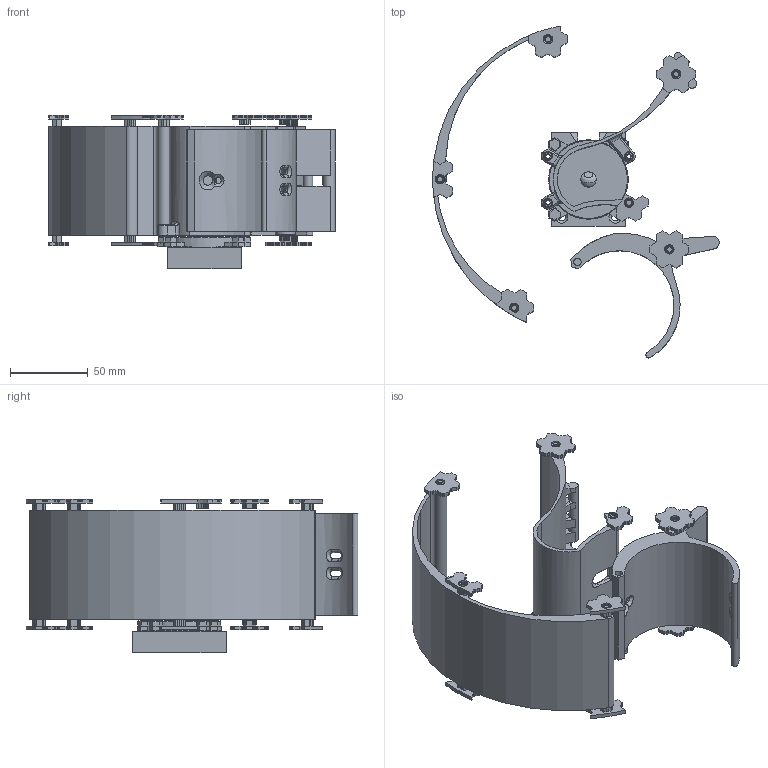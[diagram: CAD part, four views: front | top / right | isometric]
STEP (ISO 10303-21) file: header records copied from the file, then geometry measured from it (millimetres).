
FILE_DESCRIPTION(/* description */ (''),/* implementation_level */ '2;1');
FILE_NAME(/* name */ 'PROJECT BALLDOGO FINAL v1.step',/* time_stamp */ '2020-07-26T10:00:50+02:00',/* author */ (''),/* organization */ (''),/* preprocessor_version */ 'ST-DEVELOPER v18.1',/* originating_system */ 'Autodesk Translation Framework v9.3.0.1241',/* authorisation */ '');
FILE_SCHEMA (('AUTOMOTIVE_DESIGN { 1 0 10303 214 3 1 1 }'));
Length unit declared in the file: millimetre
Products named in the file (8): PROJECT BALLDOGO FINAL; Selector; Selector Axis; WALL MOUNT MALE; WALL MOUNT FEMALE; PADS; INNER WALL; OUTER WALL
Assembly tree (7 placements, depth 2):
  PROJECT BALLDOGO FINAL
    Selector
    Selector Axis
    WALL MOUNT MALE
    WALL MOUNT FEMALE
    PADS
    INNER WALL
    OUTER WALL
Bounding box: 183.89 x 212.98 x 98.7 mm (x, y, z)
Volume: 274077.9 mm3; surface area: 128739.7 mm2
Topology: 17 solids, 17 shells, 1246 faces, 3401 edges, 2234 vertices
Faces by surface type: plane 1027, cylinder 113, cone 53, bspline 44, torus 7, sphere 2
Full cylindrical faces by diameter (mm): 2.8 x4, 3 x3, 3.5 x11, 4 x1, 4.7 x17, 5 x4, 6 x15, 8 x1, 9 x1, 10 x1, 13 x1, 51 x1
Entity records: 41467 total; most frequent: CARTESIAN_POINT 9555, ORIENTED_EDGE 6802, DIRECTION 6089, EDGE_CURVE 3401, LINE 2903, VECTOR 2903, VERTEX_POINT 2234, AXIS2_PLACEMENT_3D 1593
